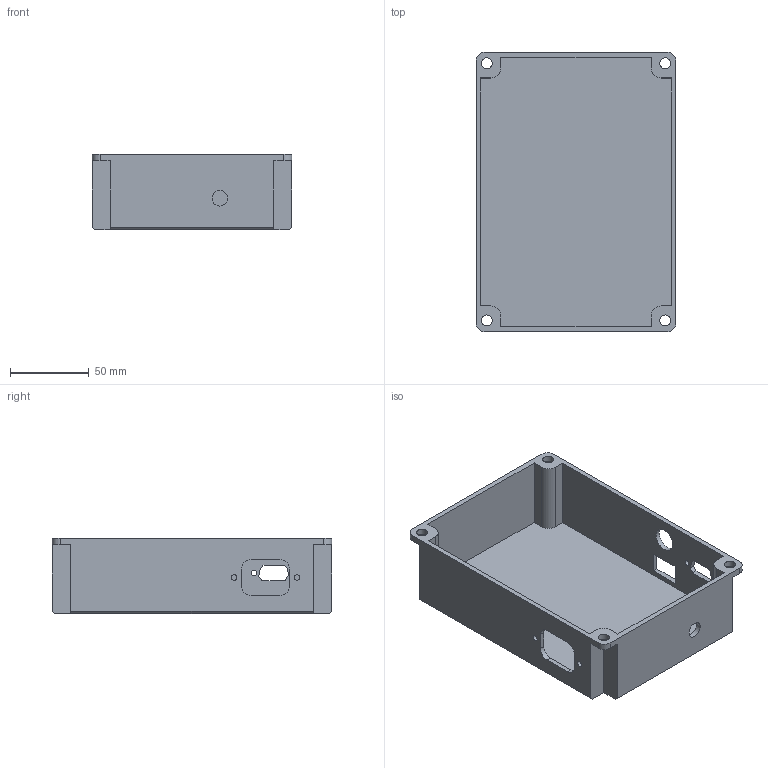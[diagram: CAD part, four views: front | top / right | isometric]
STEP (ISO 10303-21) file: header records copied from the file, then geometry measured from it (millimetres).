
FILE_DESCRIPTION(/* description */ (''),/* implementation_level */ '2;1');
FILE_NAME(/* name */ '69945K817.step',/* time_stamp */ '2018-12-17T16:44:42-06:00',/* author */ (''),/* organization */ (''),/* preprocessor_version */ 'ST-DEVELOPER v17.2',/* originating_system */ 'Autodesk Translation Framework v7.6.0.251',/* authorisation */ '');
FILE_SCHEMA (('AUTOMOTIVE_DESIGN { 1 0 10303 214 3 1 1 }'));
Length unit declared in the file: millimetre
Products named in the file (1): 69945K817
Bounding box: 127 x 177.8 x 47.83 mm (x, y, z)
Volume: 121655.2 mm3; surface area: 98619.6 mm2
Topology: 1 solids, 1 shells, 73 faces, 214 edges, 144 vertices
Faces by surface type: plane 51, cylinder 22
Full cylindrical faces by diameter (mm): 3.5 x4, 7 x4, 10 x1, 14.8 x1
Entity records: 2513 total; most frequent: CARTESIAN_POINT 432, ORIENTED_EDGE 428, DIRECTION 410, EDGE_CURVE 214, LINE 166, VECTOR 166, VERTEX_POINT 144, AXIS2_PLACEMENT_3D 122
